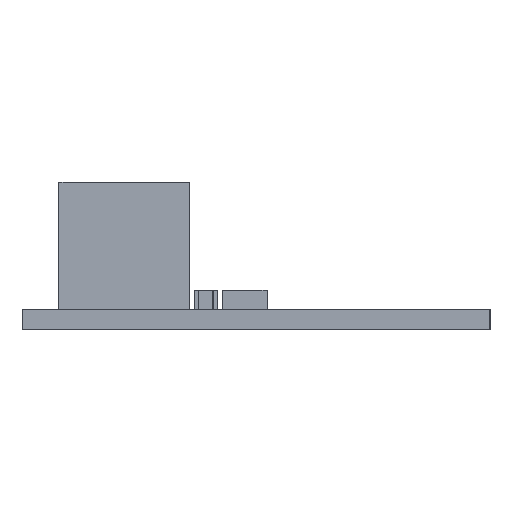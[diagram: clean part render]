
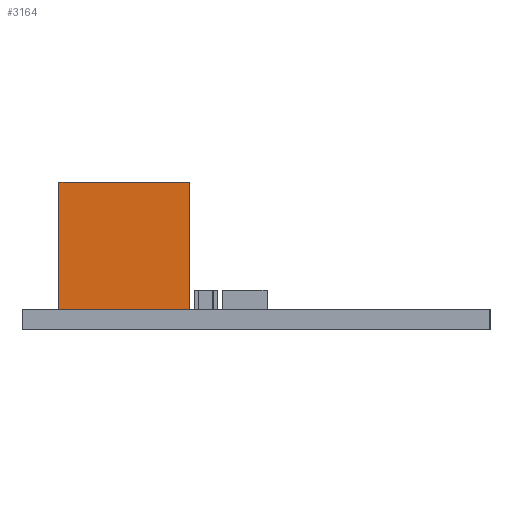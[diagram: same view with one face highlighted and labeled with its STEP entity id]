
A CAD part, left-side view. The second image highlights one B-rep face of the part: STEP entity #3164.
In plain terms, the highlighted planar face has unit normal (-1, 0, 0).
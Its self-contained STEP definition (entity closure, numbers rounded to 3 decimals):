
#162 = DIRECTION ( 'NONE',  ( 0., 0., 1. ) ) ;
#266 = EDGE_CURVE ( 'NONE', #537, #1561, #1954, .T. ) ;
#476 = ORIENTED_EDGE ( 'NONE', *, *, #1105, .T. ) ;
#492 = EDGE_LOOP ( 'NONE', ( #1700, #2271, #2485, #476 ) ) ;
#537 = VERTEX_POINT ( 'NONE', #1021 ) ;
#641 = LINE ( 'NONE', #1866, #1452 ) ;
#748 = CARTESIAN_POINT ( 'NONE',  ( -30.14, 0., 0. ) ) ;
#902 = CARTESIAN_POINT ( 'NONE',  ( -30.14, 5.219, 1.6 ) ) ;
#1002 = PLANE ( 'NONE',  #3146 ) ;
#1021 = CARTESIAN_POINT ( 'NONE',  ( -30.14, 5.219, 11.6 ) ) ;
#1105 = EDGE_CURVE ( 'NONE', #1561, #2910, #2175, .T. ) ;
#1123 = DIRECTION ( 'NONE',  ( 0., -1., 0. ) ) ;
#1396 = CARTESIAN_POINT ( 'NONE',  ( -30.14, 5.219, 1.6 ) ) ;
#1452 = VECTOR ( 'NONE', #1123, 1000. ) ;
#1478 = FACE_OUTER_BOUND ( 'NONE', #492, .T. ) ;
#1561 = VERTEX_POINT ( 'NONE', #1835 ) ;
#1700 = ORIENTED_EDGE ( 'NONE', *, *, #1867, .T. ) ;
#1709 = EDGE_CURVE ( 'NONE', #1858, #537, #3189, .T. ) ;
#1743 = DIRECTION ( 'NONE',  ( 0., 0., -1. ) ) ;
#1835 = CARTESIAN_POINT ( 'NONE',  ( -30.14, 15.496, 11.6 ) ) ;
#1858 = VERTEX_POINT ( 'NONE', #1396 ) ;
#1866 = CARTESIAN_POINT ( 'NONE',  ( -30.14, 5.219, 1.6 ) ) ;
#1867 = EDGE_CURVE ( 'NONE', #2910, #1858, #641, .T. ) ;
#1879 = DIRECTION ( 'NONE',  ( 0., 1., 0. ) ) ;
#1910 = DIRECTION ( 'NONE',  ( 0., 0., -1. ) ) ;
#1917 = CARTESIAN_POINT ( 'NONE',  ( -30.14, 5.219, 11.6 ) ) ;
#1954 = LINE ( 'NONE', #1917, #2065 ) ;
#2065 = VECTOR ( 'NONE', #1879, 1000. ) ;
#2077 = VECTOR ( 'NONE', #1910, 1000. ) ;
#2175 = LINE ( 'NONE', #2481, #2077 ) ;
#2271 = ORIENTED_EDGE ( 'NONE', *, *, #1709, .T. ) ;
#2481 = CARTESIAN_POINT ( 'NONE',  ( -30.14, 15.496, 1.6 ) ) ;
#2485 = ORIENTED_EDGE ( 'NONE', *, *, #266, .T. ) ;
#2496 = DIRECTION ( 'NONE',  ( 1., 0., 0. ) ) ;
#2743 = CARTESIAN_POINT ( 'NONE',  ( -30.14, 15.496, 1.6 ) ) ;
#2910 = VERTEX_POINT ( 'NONE', #2743 ) ;
#3146 = AXIS2_PLACEMENT_3D ( 'NONE', #748, #2496, #1743 ) ;
#3164 = ADVANCED_FACE ( 'NONE', ( #1478 ), #1002, .F. ) ;
#3189 = LINE ( 'NONE', #902, #3274 ) ;
#3274 = VECTOR ( 'NONE', #162, 1000. ) ;
